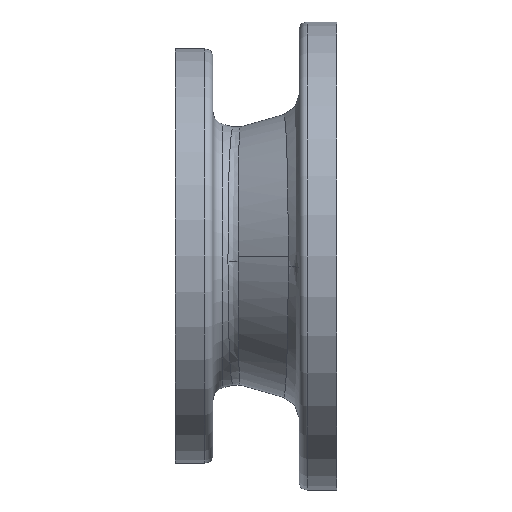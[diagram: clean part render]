
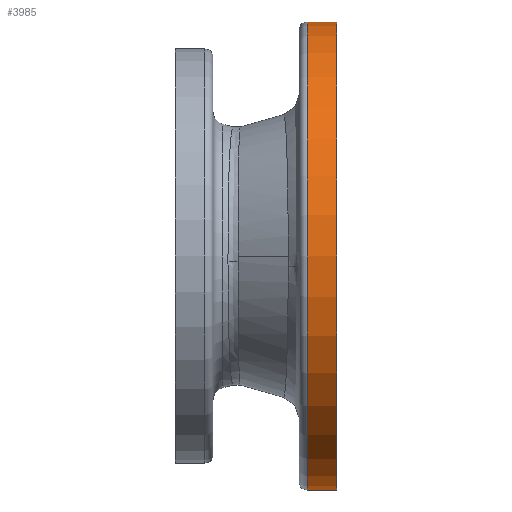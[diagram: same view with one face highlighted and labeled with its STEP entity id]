
A CAD part, left-side view. The second image highlights one B-rep face of the part: STEP entity #3985.
In plain terms, the highlighted cylindrical face has radius 87 mm (diameter 174 mm), a partial arc.
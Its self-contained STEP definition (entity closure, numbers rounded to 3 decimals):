
#30 = CYLINDRICAL_SURFACE ( 'NONE', #3544, 87. ) ;
#64 = FACE_OUTER_BOUND ( 'NONE', #2998, .T. ) ;
#66 = CIRCLE ( 'NONE', #3510, 87. ) ;
#166 = LINE ( 'NONE', #1036, #205 ) ;
#205 = VECTOR ( 'NONE', #1722, 1000. ) ;
#928 = CARTESIAN_POINT ( 'NONE',  ( -10., 14., 0. ) ) ;
#943 = CARTESIAN_POINT ( 'NONE',  ( -10., 11., 87. ) ) ;
#1003 = DIRECTION ( 'NONE',  ( 0., -1., 0. ) ) ;
#1036 = CARTESIAN_POINT ( 'NONE',  ( -10., 14., -87. ) ) ;
#1085 = DIRECTION ( 'NONE',  ( 0., 1., 0. ) ) ;
#1107 = DIRECTION ( 'NONE',  ( 0., 0., 1. ) ) ;
#1125 = CARTESIAN_POINT ( 'NONE',  ( -10., 0., -87. ) ) ;
#1273 = DIRECTION ( 'NONE',  ( 0., 0., -1. ) ) ;
#1421 = CARTESIAN_POINT ( 'NONE',  ( -10., 0., 87. ) ) ;
#1685 = CARTESIAN_POINT ( 'NONE',  ( -10., 0., 0. ) ) ;
#1722 = DIRECTION ( 'NONE',  ( 0., -1., 0. ) ) ;
#1793 = CARTESIAN_POINT ( 'NONE',  ( -10., 11., -87. ) ) ;
#2109 = EDGE_CURVE ( 'NONE', #3995, #3940, #2938, .T. ) ;
#2116 = EDGE_CURVE ( 'NONE', #3995, #3900, #2622, .T. ) ;
#2622 = LINE ( 'NONE', #3112, #2688 ) ;
#2669 = ORIENTED_EDGE ( 'NONE', *, *, #2109, .T. ) ;
#2688 = VECTOR ( 'NONE', #3088, 1000. ) ;
#2762 = ORIENTED_EDGE ( 'NONE', *, *, #2116, .F. ) ;
#2904 = ORIENTED_EDGE ( 'NONE', *, *, #3674, .T. ) ;
#2932 = ORIENTED_EDGE ( 'NONE', *, *, #3606, .T. ) ;
#2938 = CIRCLE ( 'NONE', #3563, 87. ) ;
#2998 = EDGE_LOOP ( 'NONE', ( #2762, #2669, #2932, #2904 ) ) ;
#3067 = DIRECTION ( 'NONE',  ( 0., -1., 0. ) ) ;
#3088 = DIRECTION ( 'NONE',  ( 0., -1., 0. ) ) ;
#3112 = CARTESIAN_POINT ( 'NONE',  ( -10., 14., 87. ) ) ;
#3129 = CARTESIAN_POINT ( 'NONE',  ( -10., 11., 0. ) ) ;
#3151 = DIRECTION ( 'NONE',  ( 0., 0., 1. ) ) ;
#3510 = AXIS2_PLACEMENT_3D ( 'NONE', #1685, #1085, #1107 ) ;
#3544 = AXIS2_PLACEMENT_3D ( 'NONE', #928, #1003, #1273 ) ;
#3563 = AXIS2_PLACEMENT_3D ( 'NONE', #3129, #3067, #3151 ) ;
#3606 = EDGE_CURVE ( 'NONE', #3940, #3839, #166, .T. ) ;
#3674 = EDGE_CURVE ( 'NONE', #3839, #3900, #66, .T. ) ;
#3839 = VERTEX_POINT ( 'NONE', #1125 ) ;
#3900 = VERTEX_POINT ( 'NONE', #1421 ) ;
#3940 = VERTEX_POINT ( 'NONE', #1793 ) ;
#3985 = ADVANCED_FACE ( 'NONE', ( #64 ), #30, .T. ) ;
#3995 = VERTEX_POINT ( 'NONE', #943 ) ;
